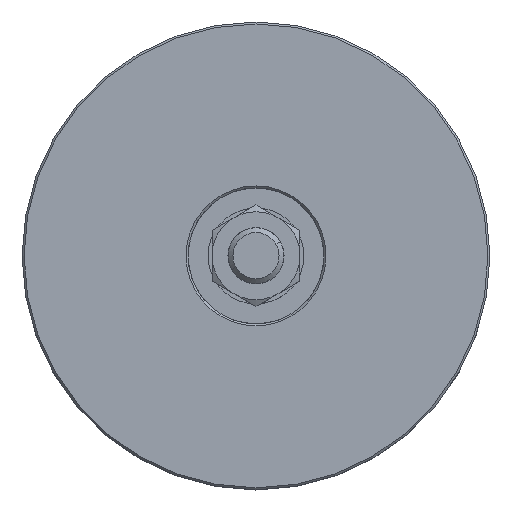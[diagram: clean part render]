
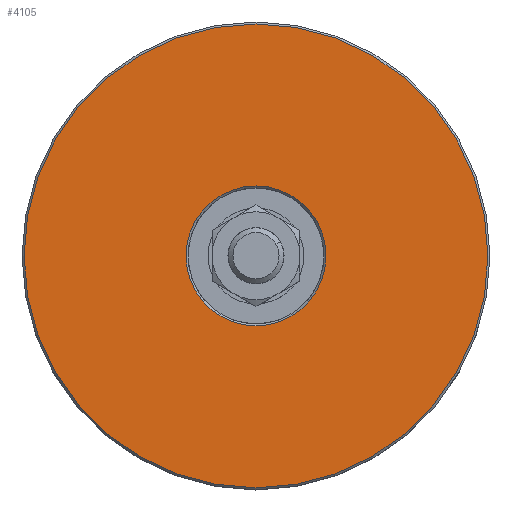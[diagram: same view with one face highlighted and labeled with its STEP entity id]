
A CAD part, top view. The second image highlights one B-rep face of the part: STEP entity #4105.
In plain terms, the highlighted planar face has unit normal (0, 0, 1).
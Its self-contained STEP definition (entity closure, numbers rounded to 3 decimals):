
#7 = EDGE_CURVE ( 'NONE', #2321, #2659, #594, .T. ) ;
#29 = DIRECTION ( 'NONE',  ( 0., 0., -1. ) ) ;
#46 = CIRCLE ( 'NONE', #64, 17.5 ) ;
#64 = AXIS2_PLACEMENT_3D ( 'NONE', #2687, #541, #3401 ) ;
#125 = VERTEX_POINT ( 'NONE', #3874 ) ;
#240 = DIRECTION ( 'NONE',  ( -1., 0., 0. ) ) ;
#541 = DIRECTION ( 'NONE',  ( 0., 0., -1. ) ) ;
#594 = CIRCLE ( 'NONE', #3907, 58. ) ;
#661 = AXIS2_PLACEMENT_3D ( 'NONE', #2397, #2810, #3140 ) ;
#683 = CIRCLE ( 'NONE', #742, 17.5 ) ;
#742 = AXIS2_PLACEMENT_3D ( 'NONE', #3504, #3476, #2095 ) ;
#834 = CARTESIAN_POINT ( 'NONE',  ( 17.5, 0., 0. ) ) ;
#1153 = ORIENTED_EDGE ( 'NONE', *, *, #7, .T. ) ;
#1281 = AXIS2_PLACEMENT_3D ( 'NONE', #1761, #29, #2918 ) ;
#1287 = EDGE_CURVE ( 'NONE', #125, #2331, #683, .T. ) ;
#1324 = EDGE_CURVE ( 'NONE', #2659, #2321, #4088, .T. ) ;
#1720 = FACE_BOUND ( 'NONE', #2079, .T. ) ;
#1761 = CARTESIAN_POINT ( 'NONE',  ( 0., 17., 0. ) ) ;
#2079 = EDGE_LOOP ( 'NONE', ( #2428, #2973 ) ) ;
#2095 = DIRECTION ( 'NONE',  ( -1., 0., 0. ) ) ;
#2321 = VERTEX_POINT ( 'NONE', #4444 ) ;
#2331 = VERTEX_POINT ( 'NONE', #834 ) ;
#2397 = CARTESIAN_POINT ( 'NONE',  ( 0., 0., 0. ) ) ;
#2428 = ORIENTED_EDGE ( 'NONE', *, *, #3033, .T. ) ;
#2550 = PLANE ( 'NONE',  #1281 ) ;
#2659 = VERTEX_POINT ( 'NONE', #4634 ) ;
#2687 = CARTESIAN_POINT ( 'NONE',  ( 0., 0., 0. ) ) ;
#2810 = DIRECTION ( 'NONE',  ( 0., 0., 1. ) ) ;
#2918 = DIRECTION ( 'NONE',  ( -1., 0., 0. ) ) ;
#2973 = ORIENTED_EDGE ( 'NONE', *, *, #1287, .T. ) ;
#3033 = EDGE_CURVE ( 'NONE', #2331, #125, #46, .T. ) ;
#3125 = DIRECTION ( 'NONE',  ( 0., 0., 1. ) ) ;
#3140 = DIRECTION ( 'NONE',  ( -1., 0., 0. ) ) ;
#3401 = DIRECTION ( 'NONE',  ( -1., 0., 0. ) ) ;
#3476 = DIRECTION ( 'NONE',  ( 0., 0., -1. ) ) ;
#3504 = CARTESIAN_POINT ( 'NONE',  ( 0., 0., 0. ) ) ;
#3874 = CARTESIAN_POINT ( 'NONE',  ( -17.5, 0., 0. ) ) ;
#3907 = AXIS2_PLACEMENT_3D ( 'NONE', #4527, #3125, #240 ) ;
#4088 = CIRCLE ( 'NONE', #661, 58. ) ;
#4105 = ADVANCED_FACE ( 'NONE', ( #1720, #4403 ), #2550, .F. ) ;
#4275 = ORIENTED_EDGE ( 'NONE', *, *, #1324, .T. ) ;
#4403 = FACE_OUTER_BOUND ( 'NONE', #4644, .T. ) ;
#4444 = CARTESIAN_POINT ( 'NONE',  ( -58., 0., 0. ) ) ;
#4527 = CARTESIAN_POINT ( 'NONE',  ( 0., 0., 0. ) ) ;
#4634 = CARTESIAN_POINT ( 'NONE',  ( 58., 0., 0. ) ) ;
#4644 = EDGE_LOOP ( 'NONE', ( #1153, #4275 ) ) ;
